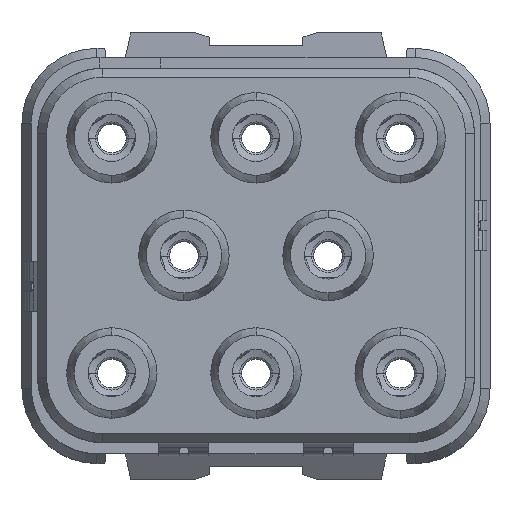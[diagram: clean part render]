
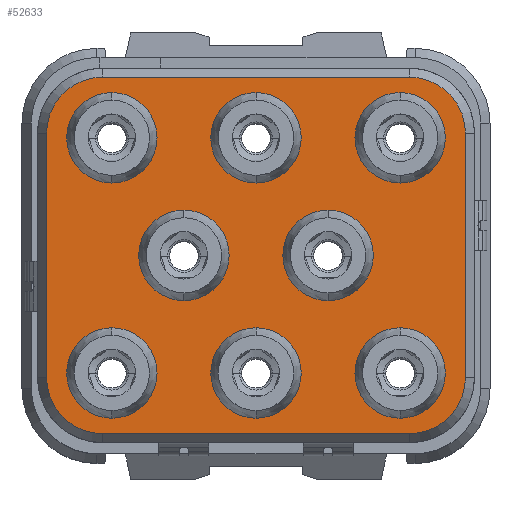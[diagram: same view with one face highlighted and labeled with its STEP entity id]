
A CAD part, top view. The second image highlights one B-rep face of the part: STEP entity #52633.
In plain terms, the highlighted planar face has unit normal (0, 0, 1).
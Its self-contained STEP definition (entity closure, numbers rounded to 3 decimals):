
#5750=CARTESIAN_POINT('',(-4.92,-3.92,4.155));
#5751=DIRECTION('',(0.,0.,1.));
#5752=DIRECTION('',(-1.,0.,0.));
#5753=AXIS2_PLACEMENT_3D('',#5750,#5751,#5752);
#5755=DIRECTION('',(0.,-1.,0.));
#5756=VECTOR('',#5755,7.84);
#5757=CARTESIAN_POINT('',(-6.711,3.92,4.155));
#5758=LINE('',#5757,#5756);
#5759=CARTESIAN_POINT('',(-4.92,3.92,4.155));
#5760=DIRECTION('',(0.,0.,1.));
#5761=DIRECTION('',(0.,1.,0.));
#5762=AXIS2_PLACEMENT_3D('',#5759,#5760,#5761);
#5764=DIRECTION('',(-1.,0.,0.));
#5765=VECTOR('',#5764,9.84);
#5766=CARTESIAN_POINT('',(4.92,5.711,4.155));
#5767=LINE('',#5766,#5765);
#5768=CARTESIAN_POINT('',(4.92,3.92,4.155));
#5769=DIRECTION('',(0.,0.,1.));
#5770=DIRECTION('',(1.,0.,0.));
#5771=AXIS2_PLACEMENT_3D('',#5768,#5769,#5770);
#5773=DIRECTION('',(0.,1.,0.));
#5774=VECTOR('',#5773,7.84);
#5775=CARTESIAN_POINT('',(6.711,-3.92,4.155));
#5776=LINE('',#5775,#5774);
#5777=CARTESIAN_POINT('',(4.92,-3.92,4.155));
#5778=DIRECTION('',(0.,0.,1.));
#5779=DIRECTION('',(0.,-1.,0.));
#5780=AXIS2_PLACEMENT_3D('',#5777,#5778,#5779);
#5782=DIRECTION('',(1.,0.,0.));
#5783=VECTOR('',#5782,9.84);
#5784=CARTESIAN_POINT('',(-4.92,-5.711,
4.155));
#5785=LINE('',#5784,#5783);
#5786=CARTESIAN_POINT('',(-2.31,0.,4.155));
#5787=DIRECTION('',(0.,0.,-1.));
#5788=DIRECTION('',(0.,1.,0.));
#5789=AXIS2_PLACEMENT_3D('',#5786,#5787,#5788);
#5791=CARTESIAN_POINT('',(-2.31,0.,4.155));
#5792=DIRECTION('',(0.,0.,-1.));
#5793=DIRECTION('',(0.,-1.,0.));
#5794=AXIS2_PLACEMENT_3D('',#5791,#5792,#5793);
#5796=CARTESIAN_POINT('',(2.31,0.,4.155));
#5797=DIRECTION('',(0.,0.,-1.));
#5798=DIRECTION('',(0.,1.,0.));
#5799=AXIS2_PLACEMENT_3D('',#5796,#5797,#5798);
#5801=CARTESIAN_POINT('',(2.31,0.,4.155));
#5802=DIRECTION('',(0.,0.,-1.));
#5803=DIRECTION('',(0.,-1.,0.));
#5804=AXIS2_PLACEMENT_3D('',#5801,#5802,#5803);
#5806=CARTESIAN_POINT('',(-4.62,-3.77,4.155));
#5807=DIRECTION('',(0.,0.,-1.));
#5808=DIRECTION('',(0.,1.,0.));
#5809=AXIS2_PLACEMENT_3D('',#5806,#5807,#5808);
#5811=CARTESIAN_POINT('',(-4.62,-3.77,4.155));
#5812=DIRECTION('',(0.,0.,-1.));
#5813=DIRECTION('',(0.,-1.,0.));
#5814=AXIS2_PLACEMENT_3D('',#5811,#5812,#5813);
#5816=CARTESIAN_POINT('',(-4.62,3.77,4.155));
#5817=DIRECTION('',(0.,0.,-1.));
#5818=DIRECTION('',(0.,1.,0.));
#5819=AXIS2_PLACEMENT_3D('',#5816,#5817,#5818);
#5821=CARTESIAN_POINT('',(-4.62,3.77,4.155));
#5822=DIRECTION('',(0.,0.,-1.));
#5823=DIRECTION('',(0.,-1.,0.));
#5824=AXIS2_PLACEMENT_3D('',#5821,#5822,#5823);
#5826=CARTESIAN_POINT('',(0.,-3.77,4.155));
#5827=DIRECTION('',(0.,0.,-1.));
#5828=DIRECTION('',(0.,1.,0.));
#5829=AXIS2_PLACEMENT_3D('',#5826,#5827,#5828);
#5831=CARTESIAN_POINT('',(0.,-3.77,4.155));
#5832=DIRECTION('',(0.,0.,-1.));
#5833=DIRECTION('',(0.,-1.,0.));
#5834=AXIS2_PLACEMENT_3D('',#5831,#5832,#5833);
#5836=CARTESIAN_POINT('',(0.,3.77,4.155));
#5837=DIRECTION('',(0.,0.,-1.));
#5838=DIRECTION('',(0.,1.,0.));
#5839=AXIS2_PLACEMENT_3D('',#5836,#5837,#5838);
#5841=CARTESIAN_POINT('',(0.,3.77,4.155));
#5842=DIRECTION('',(0.,0.,-1.));
#5843=DIRECTION('',(0.,-1.,0.));
#5844=AXIS2_PLACEMENT_3D('',#5841,#5842,#5843);
#5846=CARTESIAN_POINT('',(4.62,-3.77,4.155));
#5847=DIRECTION('',(0.,0.,-1.));
#5848=DIRECTION('',(0.,1.,0.));
#5849=AXIS2_PLACEMENT_3D('',#5846,#5847,#5848);
#5851=CARTESIAN_POINT('',(4.62,-3.77,4.155));
#5852=DIRECTION('',(0.,0.,-1.));
#5853=DIRECTION('',(0.,-1.,0.));
#5854=AXIS2_PLACEMENT_3D('',#5851,#5852,#5853);
#5856=CARTESIAN_POINT('',(4.62,3.77,4.155));
#5857=DIRECTION('',(0.,0.,-1.));
#5858=DIRECTION('',(0.,1.,0.));
#5859=AXIS2_PLACEMENT_3D('',#5856,#5857,#5858);
#5861=CARTESIAN_POINT('',(4.62,3.77,4.155));
#5862=DIRECTION('',(0.,0.,-1.));
#5863=DIRECTION('',(0.,-1.,0.));
#5864=AXIS2_PLACEMENT_3D('',#5861,#5862,#5863);
#43495=CARTESIAN_POINT('',(4.62,5.22,4.155));
#43496=CARTESIAN_POINT('',(4.62,2.32,4.155));
#43497=VERTEX_POINT('',#43495);
#43498=VERTEX_POINT('',#43496);
#43511=CARTESIAN_POINT('',(2.31,1.45,4.155));
#43512=CARTESIAN_POINT('',(2.31,-1.45,4.155));
#43513=VERTEX_POINT('',#43511);
#43514=VERTEX_POINT('',#43512);
#43527=CARTESIAN_POINT('',(4.62,-2.32,4.155));
#43528=CARTESIAN_POINT('',(4.62,-5.22,4.155));
#43529=VERTEX_POINT('',#43527);
#43530=VERTEX_POINT('',#43528);
#43543=CARTESIAN_POINT('',(0.,5.22,4.155));
#43544=CARTESIAN_POINT('',(0.,2.32,4.155));
#43545=VERTEX_POINT('',#43543);
#43546=VERTEX_POINT('',#43544);
#43559=CARTESIAN_POINT('',(0.,-2.32,4.155));
#43560=CARTESIAN_POINT('',(0.,-5.22,4.155));
#43561=VERTEX_POINT('',#43559);
#43562=VERTEX_POINT('',#43560);
#43575=CARTESIAN_POINT('',(-4.62,5.22,4.155));
#43576=CARTESIAN_POINT('',(-4.62,2.32,4.155));
#43577=VERTEX_POINT('',#43575);
#43578=VERTEX_POINT('',#43576);
#43591=CARTESIAN_POINT('',(-4.62,-2.32,4.155));
#43592=CARTESIAN_POINT('',(-4.62,-5.22,4.155));
#43593=VERTEX_POINT('',#43591);
#43594=VERTEX_POINT('',#43592);
#43607=CARTESIAN_POINT('',(-2.31,1.45,4.155));
#43608=CARTESIAN_POINT('',(-2.31,-1.45,4.155));
#43609=VERTEX_POINT('',#43607);
#43610=VERTEX_POINT('',#43608);
#44609=CARTESIAN_POINT('',(-6.711,-3.92,4.155));
#44610=CARTESIAN_POINT('',(-4.92,-5.711,4.155));
#44611=VERTEX_POINT('',#44609);
#44612=VERTEX_POINT('',#44610);
#44617=CARTESIAN_POINT('',(4.92,-5.711,
4.155));
#44618=VERTEX_POINT('',#44617);
#44621=CARTESIAN_POINT('',(6.711,-3.92,4.155));
#44622=VERTEX_POINT('',#44621);
#44625=CARTESIAN_POINT('',(6.711,3.92,4.155));
#44626=VERTEX_POINT('',#44625);
#44629=CARTESIAN_POINT('',(4.92,5.711,4.155));
#44630=VERTEX_POINT('',#44629);
#44633=CARTESIAN_POINT('',(-4.92,5.711,
4.155));
#44634=VERTEX_POINT('',#44633);
#44637=CARTESIAN_POINT('',(-6.711,3.92,4.155));
#44638=VERTEX_POINT('',#44637);
#52563=CARTESIAN_POINT('',(0.,0.,4.155));
#52564=DIRECTION('',(0.,0.,1.));
#52565=DIRECTION('',(1.,0.,0.));
#52566=AXIS2_PLACEMENT_3D('',#52563,#52564,#52565);
#52567=PLANE('',#52566);
#52569=ORIENTED_EDGE('',*,*,#52568,.F.);
#52571=ORIENTED_EDGE('',*,*,#52570,.F.);
#52573=ORIENTED_EDGE('',*,*,#52572,.F.);
#52575=ORIENTED_EDGE('',*,*,#52574,.F.);
#52577=ORIENTED_EDGE('',*,*,#52576,.F.);
#52579=ORIENTED_EDGE('',*,*,#52578,.F.);
#52580=ORIENTED_EDGE('',*,*,#52553,.F.);
#52582=ORIENTED_EDGE('',*,*,#52581,.F.);
#52583=EDGE_LOOP('',(#52569,#52571,#52573,#52575,#52577,#52579,#52580,#52582));
#52584=FACE_OUTER_BOUND('',#52583,.F.);
#52586=ORIENTED_EDGE('',*,*,#52585,.F.);
#52588=ORIENTED_EDGE('',*,*,#52587,.F.);
#52589=EDGE_LOOP('',(#52586,#52588));
#52590=FACE_BOUND('',#52589,.F.);
#52592=ORIENTED_EDGE('',*,*,#52591,.F.);
#52594=ORIENTED_EDGE('',*,*,#52593,.F.);
#52595=EDGE_LOOP('',(#52592,#52594));
#52596=FACE_BOUND('',#52595,.F.);
#52598=ORIENTED_EDGE('',*,*,#52597,.F.);
#52600=ORIENTED_EDGE('',*,*,#52599,.F.);
#52601=EDGE_LOOP('',(#52598,#52600));
#52602=FACE_BOUND('',#52601,.F.);
#52604=ORIENTED_EDGE('',*,*,#52603,.F.);
#52606=ORIENTED_EDGE('',*,*,#52605,.F.);
#52607=EDGE_LOOP('',(#52604,#52606));
#52608=FACE_BOUND('',#52607,.F.);
#52610=ORIENTED_EDGE('',*,*,#52609,.F.);
#52612=ORIENTED_EDGE('',*,*,#52611,.F.);
#52613=EDGE_LOOP('',(#52610,#52612));
#52614=FACE_BOUND('',#52613,.F.);
#52616=ORIENTED_EDGE('',*,*,#52615,.F.);
#52618=ORIENTED_EDGE('',*,*,#52617,.F.);
#52619=EDGE_LOOP('',(#52616,#52618));
#52620=FACE_BOUND('',#52619,.F.);
#52622=ORIENTED_EDGE('',*,*,#52621,.F.);
#52624=ORIENTED_EDGE('',*,*,#52623,.F.);
#52625=EDGE_LOOP('',(#52622,#52624));
#52626=FACE_BOUND('',#52625,.F.);
#52628=ORIENTED_EDGE('',*,*,#52627,.F.);
#52630=ORIENTED_EDGE('',*,*,#52629,.F.);
#52631=EDGE_LOOP('',(#52628,#52630));
#52632=FACE_BOUND('',#52631,.F.);
#52633=ADVANCED_FACE('',(#52584,#52590,#52596,#52602,#52608,#52614,#52620,
#52626,#52632),#52567,.T.);
#5754=CIRCLE('',#5753,1.791);
#5763=CIRCLE('',#5762,1.791);
#5772=CIRCLE('',#5771,1.791);
#5781=CIRCLE('',#5780,1.791);
#5790=CIRCLE('',#5789,1.45);
#5795=CIRCLE('',#5794,1.45);
#5800=CIRCLE('',#5799,1.45);
#5805=CIRCLE('',#5804,1.45);
#5810=CIRCLE('',#5809,1.45);
#5815=CIRCLE('',#5814,1.45);
#5820=CIRCLE('',#5819,1.45);
#5825=CIRCLE('',#5824,1.45);
#5830=CIRCLE('',#5829,1.45);
#5835=CIRCLE('',#5834,1.45);
#5840=CIRCLE('',#5839,1.45);
#5845=CIRCLE('',#5844,1.45);
#5850=CIRCLE('',#5849,1.45);
#5855=CIRCLE('',#5854,1.45);
#5860=CIRCLE('',#5859,1.45);
#5865=CIRCLE('',#5864,1.45);
#52553=EDGE_CURVE('',#44618,#44622,#5781,.T.);
#52568=EDGE_CURVE('',#44611,#44612,#5754,.T.);
#52570=EDGE_CURVE('',#44638,#44611,#5758,.T.);
#52572=EDGE_CURVE('',#44634,#44638,#5763,.T.);
#52574=EDGE_CURVE('',#44630,#44634,#5767,.T.);
#52576=EDGE_CURVE('',#44626,#44630,#5772,.T.);
#52578=EDGE_CURVE('',#44622,#44626,#5776,.T.);
#52581=EDGE_CURVE('',#44612,#44618,#5785,.T.);
#52585=EDGE_CURVE('',#43609,#43610,#5790,.T.);
#52587=EDGE_CURVE('',#43610,#43609,#5795,.T.);
#52591=EDGE_CURVE('',#43513,#43514,#5800,.T.);
#52593=EDGE_CURVE('',#43514,#43513,#5805,.T.);
#52597=EDGE_CURVE('',#43593,#43594,#5810,.T.);
#52599=EDGE_CURVE('',#43594,#43593,#5815,.T.);
#52603=EDGE_CURVE('',#43577,#43578,#5820,.T.);
#52605=EDGE_CURVE('',#43578,#43577,#5825,.T.);
#52609=EDGE_CURVE('',#43561,#43562,#5830,.T.);
#52611=EDGE_CURVE('',#43562,#43561,#5835,.T.);
#52615=EDGE_CURVE('',#43545,#43546,#5840,.T.);
#52617=EDGE_CURVE('',#43546,#43545,#5845,.T.);
#52621=EDGE_CURVE('',#43529,#43530,#5850,.T.);
#52623=EDGE_CURVE('',#43530,#43529,#5855,.T.);
#52627=EDGE_CURVE('',#43497,#43498,#5860,.T.);
#52629=EDGE_CURVE('',#43498,#43497,#5865,.T.);
